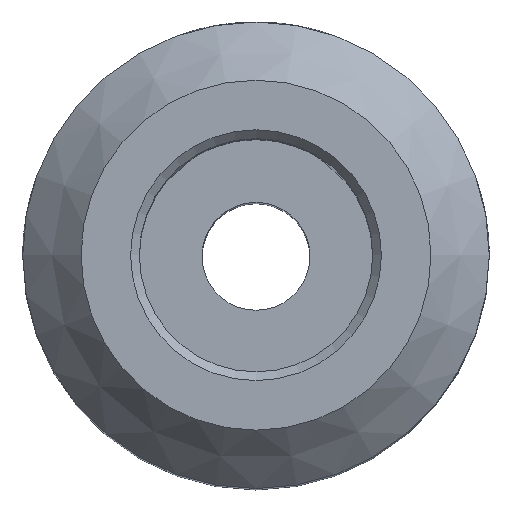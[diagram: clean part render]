
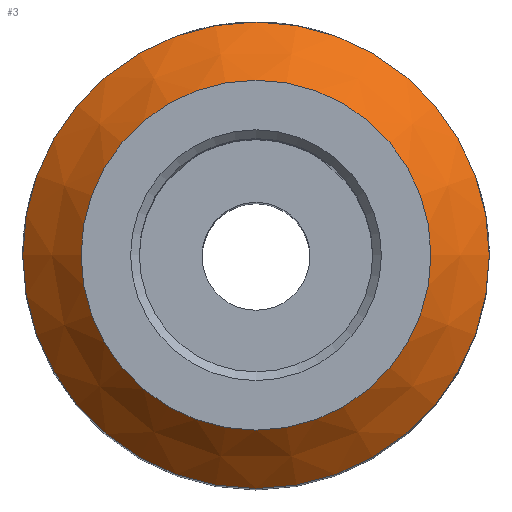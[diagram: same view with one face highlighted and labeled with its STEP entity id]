
A CAD part, top view. The second image highlights one B-rep face of the part: STEP entity #3.
In plain terms, the highlighted conical face has half-angle 45 degrees and reference radius 6 mm.
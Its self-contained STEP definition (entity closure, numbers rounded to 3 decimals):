
#3 = ADVANCED_FACE ( 'NONE', ( #736, #657 ), #130, .T. ) ;
#130 = CONICAL_SURFACE ( 'NONE', #800, 6., 0.785 ) ;
#136 = DIRECTION ( 'NONE',  ( 1., 0., 0. ) ) ;
#152 = DIRECTION ( 'NONE',  ( 1., 0., 0. ) ) ;
#277 = CARTESIAN_POINT ( 'NONE',  ( 6., 0., 65. ) ) ;
#315 = CIRCLE ( 'NONE', #930, 8. ) ;
#329 = DIRECTION ( 'NONE',  ( 0., 0., 1. ) ) ;
#357 = VERTEX_POINT ( 'NONE', #897 ) ;
#370 = CIRCLE ( 'NONE', #1138, 6. ) ;
#394 = EDGE_LOOP ( 'NONE', ( #525 ) ) ;
#525 = ORIENTED_EDGE ( 'NONE', *, *, #696, .F. ) ;
#538 = VERTEX_POINT ( 'NONE', #277 ) ;
#552 = DIRECTION ( 'NONE',  ( -1., 0., 0. ) ) ;
#593 = EDGE_CURVE ( 'NONE', #538, #538, #370, .T. ) ;
#611 = DIRECTION ( 'NONE',  ( 0., 0., -1. ) ) ;
#657 = FACE_BOUND ( 'NONE', #980, .T. ) ;
#696 = EDGE_CURVE ( 'NONE', #357, #357, #315, .T. ) ;
#736 = FACE_OUTER_BOUND ( 'NONE', #394, .T. ) ;
#786 = CARTESIAN_POINT ( 'NONE',  ( 0., 0., 63. ) ) ;
#800 = AXIS2_PLACEMENT_3D ( 'NONE', #1101, #839, #552 ) ;
#839 = DIRECTION ( 'NONE',  ( 0., 0., -1. ) ) ;
#897 = CARTESIAN_POINT ( 'NONE',  ( 8., 0., 63. ) ) ;
#930 = AXIS2_PLACEMENT_3D ( 'NONE', #786, #611, #136 ) ;
#980 = EDGE_LOOP ( 'NONE', ( #1028 ) ) ;
#1028 = ORIENTED_EDGE ( 'NONE', *, *, #593, .F. ) ;
#1101 = CARTESIAN_POINT ( 'NONE',  ( 0., 0., 65. ) ) ;
#1138 = AXIS2_PLACEMENT_3D ( 'NONE', #1151, #329, #152 ) ;
#1151 = CARTESIAN_POINT ( 'NONE',  ( 0., 0., 65. ) ) ;
